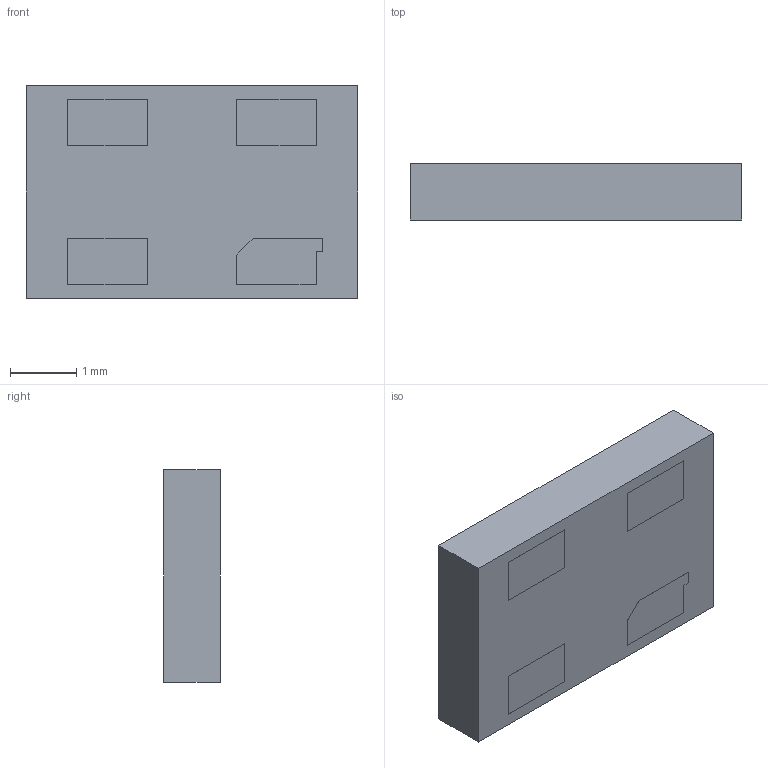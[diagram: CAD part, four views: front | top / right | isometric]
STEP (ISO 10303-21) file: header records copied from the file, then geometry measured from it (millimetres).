
FILE_DESCRIPTION(('HOOPS Exchange Step'),'2;1');
FILE_NAME('temp_export','2023-03-19T18:36:53+08:00',('30abd'),('Shapr3D Limited'),'HOOPS Exchange 2022.2','Shapr3D','Authorized');
FILE_SCHEMA( ('AUTOMOTIVE_DESIGN { 1 0 10303 214 1 1 1 1 }') );
Length unit declared in the file: millimetre
Products named in the file (2): temp_import.STEP; root
Assembly tree (1 placements, depth 2):
  root
    temp_import.STEP
Bounding box: 5 x 0.85 x 3.2 mm (x, y, z)
Volume: 13.6 mm3; surface area: 46 mm2
Topology: 1 solids, 1 shells, 30 faces, 70 edges, 47 vertices
Faces by surface type: plane 30
Entity records: 927 total; most frequent: CARTESIAN_POINT 179, ORIENTED_EDGE 140, DIRECTION 133, EDGE_CURVE 70, VECTOR 69, LINE 69, VERTEX_POINT 47, EDGE_LOOP 35
